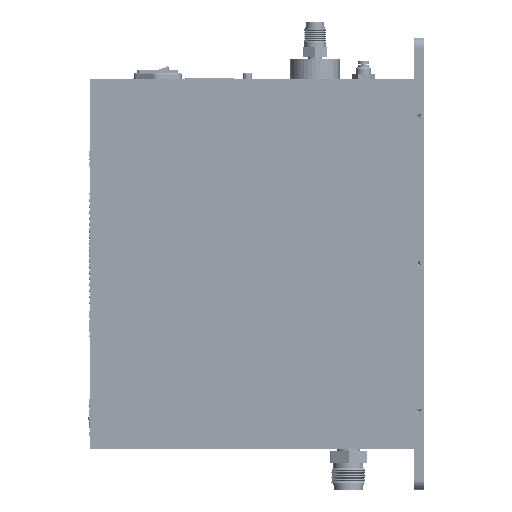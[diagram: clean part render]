
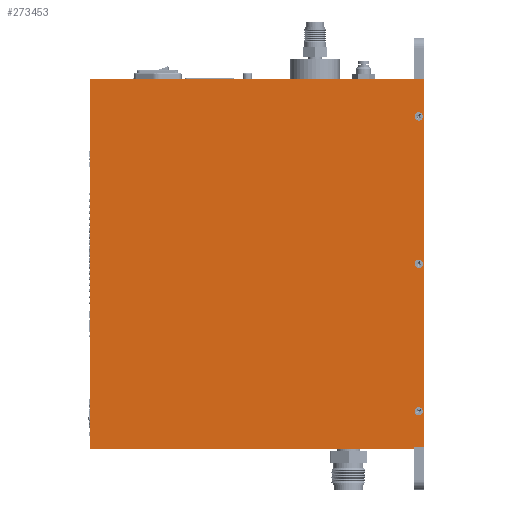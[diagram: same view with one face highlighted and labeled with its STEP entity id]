
A CAD part, left-side view. The second image highlights one B-rep face of the part: STEP entity #273453.
In plain terms, the highlighted planar face has unit normal (-1, 0, 0).
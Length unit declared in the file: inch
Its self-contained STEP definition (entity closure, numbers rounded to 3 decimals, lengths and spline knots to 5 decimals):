
#1352 = EDGE_CURVE ( 'NONE', #307074, #271833, #226827, .T. ) ;
#13392 = VERTEX_POINT ( 'NONE', #302344 ) ;
#13441 = VECTOR ( 'NONE', #198973, 39.37008 ) ;
#14544 = ORIENTED_EDGE ( 'NONE', *, *, #214954, .F. ) ;
#24131 = LINE ( 'NONE', #436354, #13441 ) ;
#26410 = DIRECTION ( 'NONE',  ( 0., 0., -1. ) ) ;
#27215 = CARTESIAN_POINT ( 'NONE',  ( -2.73, 8.25, 4.715 ) ) ;
#27404 = EDGE_CURVE ( 'NONE', #245250, #199614, #24131, .T. ) ;
#28605 = ORIENTED_EDGE ( 'NONE', *, *, #412578, .T. ) ;
#35665 = DIRECTION ( 'NONE',  ( -1., 0., 0. ) ) ;
#36195 = FACE_OUTER_BOUND ( 'NONE', #224657, .T. ) ;
#44810 = ORIENTED_EDGE ( 'NONE', *, *, #293050, .T. ) ;
#49523 = VERTEX_POINT ( 'NONE', #241331 ) ;
#52387 = CARTESIAN_POINT ( 'NONE',  ( -2.73, -0.019, 3.75 ) ) ;
#54487 = AXIS2_PLACEMENT_3D ( 'NONE', #189903, #427328, #224025 ) ;
#58261 = AXIS2_PLACEMENT_3D ( 'NONE', #396921, #193636, #431035 ) ;
#61322 = EDGE_CURVE ( 'NONE', #75059, #396163, #297706, .T. ) ;
#69712 = CARTESIAN_POINT ( 'NONE',  ( -2.73, 0., -4.655 ) ) ;
#72731 = CIRCLE ( 'NONE', #214652, 0.106 ) ;
#72946 = CARTESIAN_POINT ( 'NONE',  ( -2.73, -0.125, 3.75 ) ) ;
#75059 = VERTEX_POINT ( 'NONE', #178213 ) ;
#92738 = EDGE_CURVE ( 'NONE', #199614, #187301, #275332, .T. ) ;
#93345 = LINE ( 'NONE', #233977, #172854 ) ;
#94840 = VECTOR ( 'NONE', #332283, 39.37008 ) ;
#96591 = LINE ( 'NONE', #316279, #356679 ) ;
#103949 = VERTEX_POINT ( 'NONE', #27215 ) ;
#107145 = DIRECTION ( 'NONE',  ( 0., 1., 0. ) ) ;
#111010 = EDGE_CURVE ( 'NONE', #309782, #328247, #424856, .T. ) ;
#113437 = CARTESIAN_POINT ( 'NONE',  ( -2.73, -0.25, -4.715 ) ) ;
#138855 = DIRECTION ( 'NONE',  ( -1., 0., 0. ) ) ;
#142227 = DIRECTION ( 'NONE',  ( -1., 0., 0. ) ) ;
#143407 = EDGE_CURVE ( 'NONE', #396163, #75059, #416362, .T. ) ;
#163709 = AXIS2_PLACEMENT_3D ( 'NONE', #72946, #310462, #107145 ) ;
#172854 = VECTOR ( 'NONE', #370472, 39.37008 ) ;
#178213 = CARTESIAN_POINT ( 'NONE',  ( -2.73, -0.231, 3.75 ) ) ;
#181581 = DIRECTION ( 'NONE',  ( 0., -1., 0. ) ) ;
#186016 = EDGE_LOOP ( 'NONE', ( #189657, #202845 ) ) ;
#187301 = VERTEX_POINT ( 'NONE', #248066 ) ;
#189657 = ORIENTED_EDGE ( 'NONE', *, *, #254939, .F. ) ;
#189903 = CARTESIAN_POINT ( 'NONE',  ( -2.73, -0.125, -3.75 ) ) ;
#192999 = CIRCLE ( 'NONE', #58261, 0.106 ) ;
#193636 = DIRECTION ( 'NONE',  ( -1., 0., 0. ) ) ;
#194031 = VECTOR ( 'NONE', #289337, 39.37008 ) ;
#198973 = DIRECTION ( 'NONE',  ( 0., 0., -1. ) ) ;
#199614 = VERTEX_POINT ( 'NONE', #405519 ) ;
#202845 = ORIENTED_EDGE ( 'NONE', *, *, #1352, .F. ) ;
#206110 = FACE_BOUND ( 'NONE', #244882, .T. ) ;
#212759 = PLANE ( 'NONE',  #404346 ) ;
#214652 = AXIS2_PLACEMENT_3D ( 'NONE', #239012, #35665, #273162 ) ;
#214954 = EDGE_CURVE ( 'NONE', #328247, #309782, #72731, .T. ) ;
#220688 = AXIS2_PLACEMENT_3D ( 'NONE', #342137, #138855, #376219 ) ;
#224025 = DIRECTION ( 'NONE',  ( 0., 1., 0. ) ) ;
#224657 = EDGE_LOOP ( 'NONE', ( #256916, #435000, #376738, #28605, #44810, #283291 ) ) ;
#226827 = CIRCLE ( 'NONE', #220688, 0.106 ) ;
#233977 = CARTESIAN_POINT ( 'NONE',  ( -2.73, 8.25, -4.715 ) ) ;
#239012 = CARTESIAN_POINT ( 'NONE',  ( -2.73, -0.125, -3.75 ) ) ;
#241331 = CARTESIAN_POINT ( 'NONE',  ( -2.73, -0.25, -4.655 ) ) ;
#244882 = EDGE_LOOP ( 'NONE', ( #387466, #356890 ) ) ;
#245250 = VERTEX_POINT ( 'NONE', #69712 ) ;
#246296 = CARTESIAN_POINT ( 'NONE',  ( -2.73, -0.231, -3.75 ) ) ;
#248066 = CARTESIAN_POINT ( 'NONE',  ( -2.73, 8.25, -4.715 ) ) ;
#254787 = LINE ( 'NONE', #263845, #345132 ) ;
#254939 = EDGE_CURVE ( 'NONE', #271833, #307074, #192999, .T. ) ;
#255049 = CARTESIAN_POINT ( 'NONE',  ( -2.73, -0.25, 4.715 ) ) ;
#256916 = ORIENTED_EDGE ( 'NONE', *, *, #27404, .F. ) ;
#263845 = CARTESIAN_POINT ( 'NONE',  ( -2.73, -0.25, -4.715 ) ) ;
#271833 = VERTEX_POINT ( 'NONE', #356360 ) ;
#273162 = DIRECTION ( 'NONE',  ( 0., 1., 0. ) ) ;
#273453 = ADVANCED_FACE ( 'NONE', ( #386672, #36195, #296463, #206110 ), #212759, .F. ) ;
#274773 = EDGE_LOOP ( 'NONE', ( #362224, #14544 ) ) ;
#275332 = LINE ( 'NONE', #298209, #94840 ) ;
#275859 = EDGE_CURVE ( 'NONE', #13392, #49523, #254787, .T. ) ;
#283291 = ORIENTED_EDGE ( 'NONE', *, *, #92738, .F. ) ;
#284385 = LINE ( 'NONE', #255049, #194031 ) ;
#289337 = DIRECTION ( 'NONE',  ( 0., 1., 0. ) ) ;
#293050 = EDGE_CURVE ( 'NONE', #103949, #187301, #93345, .T. ) ;
#296463 = FACE_BOUND ( 'NONE', #274773, .T. ) ;
#297706 = CIRCLE ( 'NONE', #163709, 0.106 ) ;
#298209 = CARTESIAN_POINT ( 'NONE',  ( -2.73, -0.25, -4.715 ) ) ;
#302344 = CARTESIAN_POINT ( 'NONE',  ( -2.73, -0.25, 4.715 ) ) ;
#307074 = VERTEX_POINT ( 'NONE', #352536 ) ;
#309782 = VERTEX_POINT ( 'NONE', #432605 ) ;
#310462 = DIRECTION ( 'NONE',  ( -1., 0., 0. ) ) ;
#316279 = CARTESIAN_POINT ( 'NONE',  ( -2.73, -0.25, -4.655 ) ) ;
#326836 = EDGE_CURVE ( 'NONE', #49523, #245250, #96591, .T. ) ;
#328247 = VERTEX_POINT ( 'NONE', #246296 ) ;
#332283 = DIRECTION ( 'NONE',  ( 0., 1., 0. ) ) ;
#342137 = CARTESIAN_POINT ( 'NONE',  ( -2.73, -0.125, 0. ) ) ;
#345132 = VECTOR ( 'NONE', #26410, 39.37008 ) ;
#345498 = CARTESIAN_POINT ( 'NONE',  ( -2.73, -0.125, 3.75 ) ) ;
#352536 = CARTESIAN_POINT ( 'NONE',  ( -2.73, -0.231, 0. ) ) ;
#356360 = CARTESIAN_POINT ( 'NONE',  ( -2.73, -0.019, 0. ) ) ;
#356679 = VECTOR ( 'NONE', #387361, 39.37008 ) ;
#356890 = ORIENTED_EDGE ( 'NONE', *, *, #61322, .F. ) ;
#362224 = ORIENTED_EDGE ( 'NONE', *, *, #111010, .F. ) ;
#370472 = DIRECTION ( 'NONE',  ( 0., 0., -1. ) ) ;
#376219 = DIRECTION ( 'NONE',  ( 0., 1., 0. ) ) ;
#376738 = ORIENTED_EDGE ( 'NONE', *, *, #275859, .F. ) ;
#379643 = DIRECTION ( 'NONE',  ( 0., 1., 0. ) ) ;
#384932 = DIRECTION ( 'NONE',  ( 1., 0., 0. ) ) ;
#386672 = FACE_BOUND ( 'NONE', #186016, .T. ) ;
#387361 = DIRECTION ( 'NONE',  ( 0., 1., 0. ) ) ;
#387466 = ORIENTED_EDGE ( 'NONE', *, *, #143407, .F. ) ;
#396163 = VERTEX_POINT ( 'NONE', #52387 ) ;
#396921 = CARTESIAN_POINT ( 'NONE',  ( -2.73, -0.125, 0. ) ) ;
#402482 = AXIS2_PLACEMENT_3D ( 'NONE', #345498, #142227, #379643 ) ;
#404346 = AXIS2_PLACEMENT_3D ( 'NONE', #113437, #384932, #181581 ) ;
#405519 = CARTESIAN_POINT ( 'NONE',  ( -2.73, 0., -4.715 ) ) ;
#412578 = EDGE_CURVE ( 'NONE', #13392, #103949, #284385, .T. ) ;
#416362 = CIRCLE ( 'NONE', #402482, 0.106 ) ;
#424856 = CIRCLE ( 'NONE', #54487, 0.106 ) ;
#427328 = DIRECTION ( 'NONE',  ( -1., 0., 0. ) ) ;
#431035 = DIRECTION ( 'NONE',  ( 0., 1., 0. ) ) ;
#432605 = CARTESIAN_POINT ( 'NONE',  ( -2.73, -0.019, -3.75 ) ) ;
#435000 = ORIENTED_EDGE ( 'NONE', *, *, #326836, .F. ) ;
#436354 = CARTESIAN_POINT ( 'NONE',  ( -2.73, 0., 1.23906 ) ) ;
